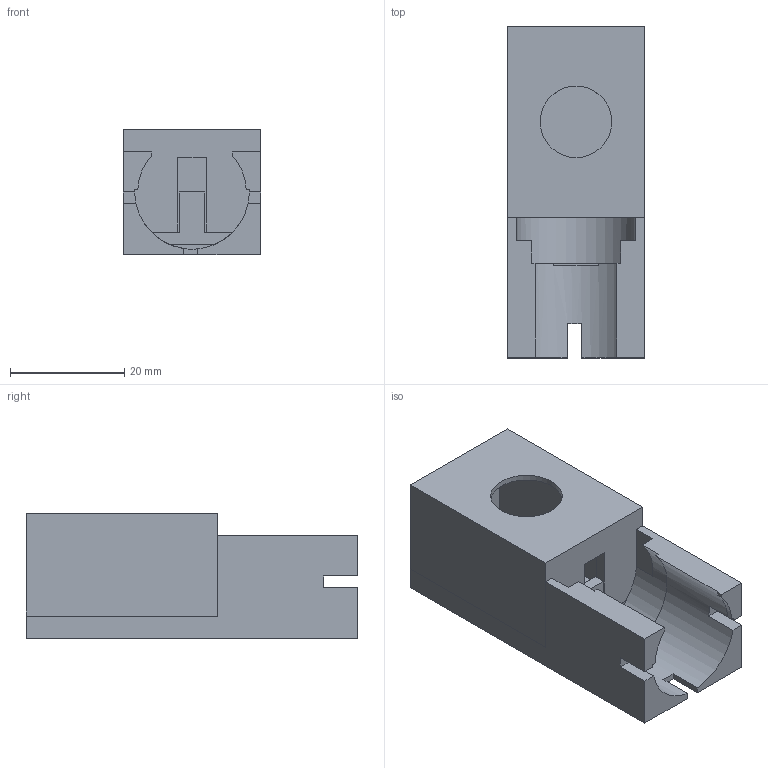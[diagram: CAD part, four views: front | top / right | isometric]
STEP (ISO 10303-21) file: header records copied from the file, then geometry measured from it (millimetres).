
FILE_DESCRIPTION(/* description */ (''),/* implementation_level */ '2;1');
FILE_NAME(/* name */ 'Toggle Box Base - Rev3 v1.step',/* time_stamp */ '2021-02-06T16:25:18+10:00',/* author */ (''),/* organization */ (''),/* preprocessor_version */ 'ST-DEVELOPER v18.1',/* originating_system */ 'Autodesk Translation Framework v9.7.1.1290',/* authorisation */ '');
FILE_SCHEMA (('AUTOMOTIVE_DESIGN { 1 0 10303 214 3 1 1 }'));
Length unit declared in the file: millimetre
Products named in the file (2): Toggle Box Base - Rev3; Toggle Box - 2mm screws
Assembly tree (1 placements, depth 2):
  Toggle Box Base - Rev3
    Toggle Box - 2mm screws
Bounding box: 24 x 58 x 22 mm (x, y, z)
Volume: 12394.3 mm3; surface area: 10434.6 mm2
Topology: 2 solids, 2 shells, 86 faces, 231 edges, 153 vertices
Faces by surface type: plane 73, cylinder 13
Full cylindrical faces by diameter (mm): 1.5 x4, 2 x4, 12.5 x1
Entity records: 2758 total; most frequent: CARTESIAN_POINT 473, ORIENTED_EDGE 462, DIRECTION 454, EDGE_CURVE 231, LINE 186, VECTOR 186, VERTEX_POINT 153, AXIS2_PLACEMENT_3D 134
